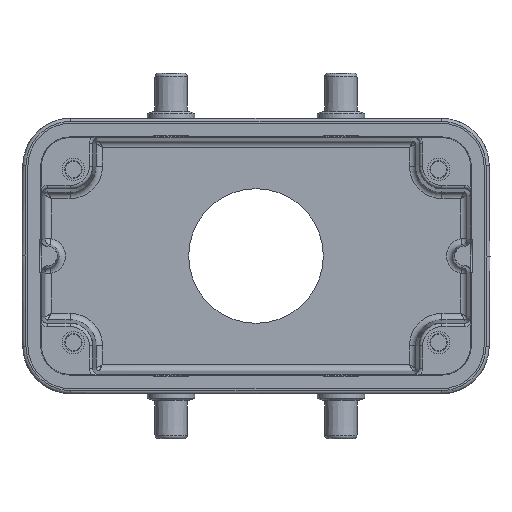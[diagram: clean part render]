
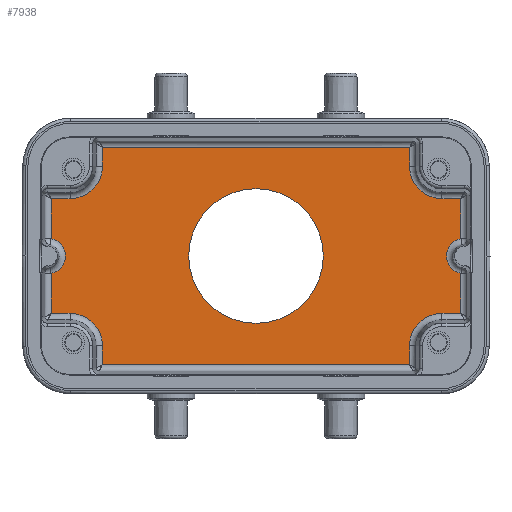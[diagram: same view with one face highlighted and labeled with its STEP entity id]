
A CAD part, front view. The second image highlights one B-rep face of the part: STEP entity #7938.
In plain terms, the highlighted planar face has unit normal (0, -1, 0).
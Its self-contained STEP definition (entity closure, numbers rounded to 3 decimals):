
#1029=CARTESIAN_POINT('',(32.5,19.35,0.));
#1030=DIRECTION('',(0.,-1.,0.));
#1031=DIRECTION('',(-0.2,0.,0.98));
#1032=AXIS2_PLACEMENT_3D('',#1029,#1030,#1031);
#1034=CARTESIAN_POINT('',(29.,19.35,-14.));
#1035=DIRECTION('',(0.,-1.,0.));
#1036=DIRECTION('',(0.,0.,1.));
#1037=AXIS2_PLACEMENT_3D('',#1034,#1035,#1036);
#1039=CARTESIAN_POINT('',(-29.,19.35,-14.));
#1040=DIRECTION('',(0.,-1.,0.));
#1041=DIRECTION('',(1.,0.,0.));
#1042=AXIS2_PLACEMENT_3D('',#1039,#1040,#1041);
#1044=CARTESIAN_POINT('',(-32.5,19.35,0.));
#1045=DIRECTION('',(0.,-1.,0.));
#1046=DIRECTION('',(0.2,0.,-0.98));
#1047=AXIS2_PLACEMENT_3D('',#1044,#1045,#1046);
#1049=CARTESIAN_POINT('',(-29.,19.35,14.));
#1050=DIRECTION('',(0.,-1.,0.));
#1051=DIRECTION('',(0.,0.,-1.));
#1052=AXIS2_PLACEMENT_3D('',#1049,#1050,#1051);
#1054=CARTESIAN_POINT('',(29.,19.35,14.));
#1055=DIRECTION('',(0.,-1.,0.));
#1056=DIRECTION('',(-1.,0.,0.));
#1057=AXIS2_PLACEMENT_3D('',#1054,#1055,#1056);
#1059=CARTESIAN_POINT('',(0.,19.35,0.));
#1060=DIRECTION('',(0.,-1.,0.));
#1061=DIRECTION('',(1.,0.,0.));
#1062=AXIS2_PLACEMENT_3D('',#1059,#1060,#1061);
#1064=CARTESIAN_POINT('',(0.,19.35,0.));
#1065=DIRECTION('',(0.,-1.,0.));
#1066=DIRECTION('',(-1.,0.,0.));
#1067=AXIS2_PLACEMENT_3D('',#1064,#1065,#1066);
#1078=DIRECTION('',(0.,0.,1.));
#1079=VECTOR('',#1078,6.23);
#1080=CARTESIAN_POINT('',(31.947,19.35,2.717));
#1081=LINE('',#1080,#1079);
#1753=DIRECTION('',(0.,0.,-1.));
#1754=VECTOR('',#1753,2.946);
#1755=CARTESIAN_POINT('',(-23.947,19.35,
-14.));
#1756=LINE('',#1755,#1754);
#1780=DIRECTION('',(1.,0.,0.));
#1781=VECTOR('',#1780,2.946);
#1782=CARTESIAN_POINT('',(-31.946,19.35,
-8.946));
#1783=LINE('',#1782,#1781);
#1816=DIRECTION('',(0.,0.,-1.));
#1817=VECTOR('',#1816,6.23);
#1818=CARTESIAN_POINT('',(-31.947,19.35,
-2.717));
#1819=LINE('',#1818,#1817);
#1913=DIRECTION('',(0.,0.,-1.));
#1914=VECTOR('',#1913,6.23);
#1915=CARTESIAN_POINT('',(-31.946,19.35,8.946));
#1916=LINE('',#1915,#1914);
#1944=DIRECTION('',(-1.,0.,0.));
#1945=VECTOR('',#1944,2.946);
#1946=CARTESIAN_POINT('',(-29.,19.35,8.947));
#1947=LINE('',#1946,#1945);
#1971=DIRECTION('',(0.,0.,-1.));
#1972=VECTOR('',#1971,2.946);
#1973=CARTESIAN_POINT('',(-23.946,19.35,16.946));
#1974=LINE('',#1973,#1972);
#1998=DIRECTION('',(-1.,0.,0.));
#1999=VECTOR('',#1998,47.893);
#2000=CARTESIAN_POINT('',(23.946,19.35,16.946));
#2001=LINE('',#2000,#1999);
#2029=DIRECTION('',(0.,0.,1.));
#2030=VECTOR('',#2029,2.946);
#2031=CARTESIAN_POINT('',(23.947,19.35,14.));
#2032=LINE('',#2031,#2030);
#2056=DIRECTION('',(-1.,0.,0.));
#2057=VECTOR('',#2056,2.946);
#2058=CARTESIAN_POINT('',(31.946,19.35,8.946));
#2059=LINE('',#2058,#2057);
#2083=DIRECTION('',(1.,0.,0.));
#2084=VECTOR('',#2083,47.893);
#2085=CARTESIAN_POINT('',(-23.946,19.35,
-16.946));
#2086=LINE('',#2085,#2084);
#2118=DIRECTION('',(0.,0.,1.));
#2119=VECTOR('',#2118,2.946);
#2120=CARTESIAN_POINT('',(23.946,19.35,-16.946));
#2121=LINE('',#2120,#2119);
#2973=DIRECTION('',(0.,0.,1.));
#2974=VECTOR('',#2973,6.23);
#2975=CARTESIAN_POINT('',(31.946,19.35,-8.946));
#2976=LINE('',#2975,#2974);
#3097=DIRECTION('',(1.,0.,0.));
#3098=VECTOR('',#3097,2.946);
#3099=CARTESIAN_POINT('',(29.,19.35,-8.947));
#3100=LINE('',#3099,#3098);
#5567=CARTESIAN_POINT('',(10.5,19.35,0.));
#5568=CARTESIAN_POINT('',(-10.5,19.35,0.));
#5569=VERTEX_POINT('',#5567);
#5570=VERTEX_POINT('',#5568);
#5571=CARTESIAN_POINT('',(31.947,19.35,2.717));
#5572=CARTESIAN_POINT('',(31.946,19.35,8.946));
#5573=VERTEX_POINT('',#5571);
#5574=VERTEX_POINT('',#5572);
#5575=CARTESIAN_POINT('',(31.946,19.35,-2.717));
#5576=VERTEX_POINT('',#5575);
#5577=CARTESIAN_POINT('',(31.946,19.35,-8.946));
#5578=VERTEX_POINT('',#5577);
#5579=CARTESIAN_POINT('',(29.,19.35,-8.947));
#5580=VERTEX_POINT('',#5579);
#5581=CARTESIAN_POINT('',(23.947,19.35,-14.));
#5582=VERTEX_POINT('',#5581);
#5583=CARTESIAN_POINT('',(23.946,19.35,-16.946));
#5584=VERTEX_POINT('',#5583);
#5585=CARTESIAN_POINT('',(-23.946,19.35,
-16.946));
#5586=VERTEX_POINT('',#5585);
#5587=CARTESIAN_POINT('',(-23.947,19.35,
-14.));
#5588=VERTEX_POINT('',#5587);
#5589=CARTESIAN_POINT('',(-29.,19.35,-8.947));
#5590=VERTEX_POINT('',#5589);
#5591=CARTESIAN_POINT('',(-31.946,19.35,
-8.946));
#5592=VERTEX_POINT('',#5591);
#5593=CARTESIAN_POINT('',(-31.947,19.35,
-2.717));
#5594=VERTEX_POINT('',#5593);
#5595=CARTESIAN_POINT('',(-31.946,19.35,2.717));
#5596=VERTEX_POINT('',#5595);
#5597=CARTESIAN_POINT('',(-31.946,19.35,8.946));
#5598=VERTEX_POINT('',#5597);
#5599=CARTESIAN_POINT('',(-29.,19.35,8.947));
#5600=VERTEX_POINT('',#5599);
#5601=CARTESIAN_POINT('',(-23.947,19.35,14.));
#5602=VERTEX_POINT('',#5601);
#5603=CARTESIAN_POINT('',(-23.946,19.35,16.946));
#5604=VERTEX_POINT('',#5603);
#5605=CARTESIAN_POINT('',(23.946,19.35,16.946));
#5606=VERTEX_POINT('',#5605);
#5607=CARTESIAN_POINT('',(23.947,19.35,14.));
#5608=VERTEX_POINT('',#5607);
#5609=CARTESIAN_POINT('',(29.,19.35,8.947));
#5610=VERTEX_POINT('',#5609);
#7886=CARTESIAN_POINT('',(0.,19.35,-21.5));
#7887=DIRECTION('',(0.,-1.,0.));
#7888=DIRECTION('',(0.,0.,-1.));
#7889=AXIS2_PLACEMENT_3D('',#7886,#7887,#7888);
#7890=PLANE('',#7889);
#7892=ORIENTED_EDGE('',*,*,#7891,.F.);
#7894=ORIENTED_EDGE('',*,*,#7893,.T.);
#7896=ORIENTED_EDGE('',*,*,#7895,.F.);
#7898=ORIENTED_EDGE('',*,*,#7897,.F.);
#7900=ORIENTED_EDGE('',*,*,#7899,.T.);
#7902=ORIENTED_EDGE('',*,*,#7901,.F.);
#7904=ORIENTED_EDGE('',*,*,#7903,.F.);
#7906=ORIENTED_EDGE('',*,*,#7905,.F.);
#7908=ORIENTED_EDGE('',*,*,#7907,.T.);
#7910=ORIENTED_EDGE('',*,*,#7909,.F.);
#7912=ORIENTED_EDGE('',*,*,#7911,.F.);
#7914=ORIENTED_EDGE('',*,*,#7913,.T.);
#7916=ORIENTED_EDGE('',*,*,#7915,.F.);
#7918=ORIENTED_EDGE('',*,*,#7917,.F.);
#7920=ORIENTED_EDGE('',*,*,#7919,.T.);
#7922=ORIENTED_EDGE('',*,*,#7921,.F.);
#7924=ORIENTED_EDGE('',*,*,#7923,.F.);
#7926=ORIENTED_EDGE('',*,*,#7925,.F.);
#7928=ORIENTED_EDGE('',*,*,#7927,.T.);
#7930=ORIENTED_EDGE('',*,*,#7929,.F.);
#7931=EDGE_LOOP('',(#7892,#7894,#7896,#7898,#7900,#7902,#7904,#7906,#7908,#7910,
#7912,#7914,#7916,#7918,#7920,#7922,#7924,#7926,#7928,#7930));
#7932=FACE_OUTER_BOUND('',#7931,.F.);
#7933=ORIENTED_EDGE('',*,*,#7876,.T.);
#7935=ORIENTED_EDGE('',*,*,#7934,.T.);
#7936=EDGE_LOOP('',(#7933,#7935));
#7937=FACE_BOUND('',#7936,.F.);
#7938=ADVANCED_FACE('',(#7932,#7937),#7890,.T.);
#1033=CIRCLE('',#1032,2.772);
#1038=CIRCLE('',#1037,5.053);
#1043=CIRCLE('',#1042,5.053);
#1048=CIRCLE('',#1047,2.772);
#1053=CIRCLE('',#1052,5.053);
#1058=CIRCLE('',#1057,5.053);
#1063=CIRCLE('',#1062,10.5);
#1068=CIRCLE('',#1067,10.5);
#7876=EDGE_CURVE('',#5569,#5570,#1063,.T.);
#7891=EDGE_CURVE('',#5573,#5574,#1081,.T.);
#7893=EDGE_CURVE('',#5573,#5576,#1033,.T.);
#7895=EDGE_CURVE('',#5578,#5576,#2976,.T.);
#7897=EDGE_CURVE('',#5580,#5578,#3100,.T.);
#7899=EDGE_CURVE('',#5580,#5582,#1038,.T.);
#7901=EDGE_CURVE('',#5584,#5582,#2121,.T.);
#7903=EDGE_CURVE('',#5586,#5584,#2086,.T.);
#7905=EDGE_CURVE('',#5588,#5586,#1756,.T.);
#7907=EDGE_CURVE('',#5588,#5590,#1043,.T.);
#7909=EDGE_CURVE('',#5592,#5590,#1783,.T.);
#7911=EDGE_CURVE('',#5594,#5592,#1819,.T.);
#7913=EDGE_CURVE('',#5594,#5596,#1048,.T.);
#7915=EDGE_CURVE('',#5598,#5596,#1916,.T.);
#7917=EDGE_CURVE('',#5600,#5598,#1947,.T.);
#7919=EDGE_CURVE('',#5600,#5602,#1053,.T.);
#7921=EDGE_CURVE('',#5604,#5602,#1974,.T.);
#7923=EDGE_CURVE('',#5606,#5604,#2001,.T.);
#7925=EDGE_CURVE('',#5608,#5606,#2032,.T.);
#7927=EDGE_CURVE('',#5608,#5610,#1058,.T.);
#7929=EDGE_CURVE('',#5574,#5610,#2059,.T.);
#7934=EDGE_CURVE('',#5570,#5569,#1068,.T.);
